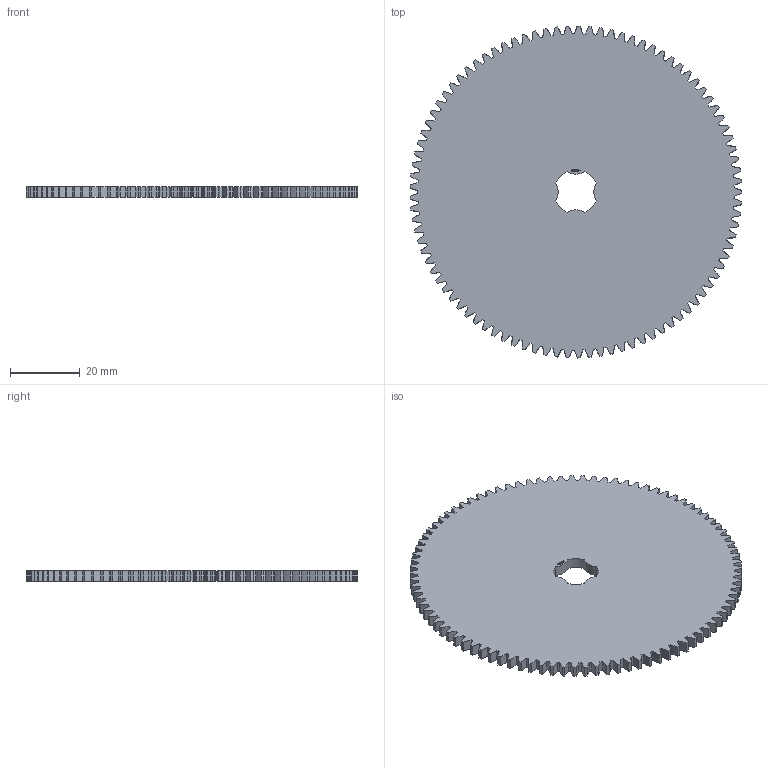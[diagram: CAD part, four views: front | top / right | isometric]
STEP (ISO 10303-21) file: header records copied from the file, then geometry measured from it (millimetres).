
FILE_DESCRIPTION(('FreeCAD Model'),'2;1');
FILE_NAME('Open CASCADE Shape Model','2024-03-11T23:35:18',(''),(''), 'Open CASCADE STEP processor 7.6','FreeCAD','Unknown');
FILE_SCHEMA(('AUTOMOTIVE_DESIGN { 1 0 10303 214 1 1 1 1 }'));
Products named in the file (1): Gear Wheel PLN TTH93 BU00.25 SFT-SHD - SPN-GWH-0349 (stemfie.org)
Bounding box: 94.98 x 95 x 3.12 mm (x, y, z)
Volume: 20821.4 mm3; surface area: 15290.7 mm2
Topology: 1 solids, 1 shells, 867 faces, 2502 edges, 1668 vertices
Faces by surface type: extrusion 532, plane 327, cylinder 8
Entity records: 84310 total; most frequent: CARTESIAN_POINT 32112, DIRECTION 6598, VECTOR 5878, LINE 5346, ORIENTED_EDGE 5004, PCURVE 5004, DEFINITIONAL_REPRESENTATION 5004, B_SPLINE_CURVE_WITH_KNOTS 2660
